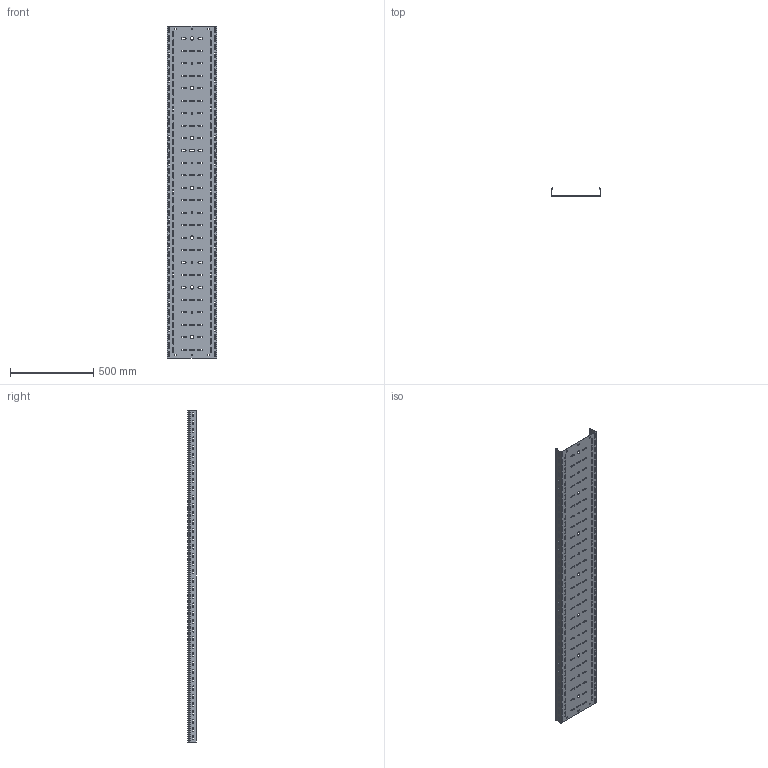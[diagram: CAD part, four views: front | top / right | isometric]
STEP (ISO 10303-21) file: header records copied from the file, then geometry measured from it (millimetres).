
FILE_DESCRIPTION (( 'STEP AP203' ), '1' );
FILE_NAME ('CLP10-050-300-150-2 Ëîòîê ïåðôîðèðîâàííûé ESCA 50õ300õ2000-1,5 IEK.STEP', '2021-10-04T07:02:41', ( '' ), ( '' ), 'SwSTEP 2.0', 'SolidWorks 2017', '' );
FILE_SCHEMA (( 'CONFIG_CONTROL_DESIGN' ));
Length unit declared in the file: millimetre
Products named in the file (1): CLP10-050-300-150-2 Ëîòîê ïåðôîðèðîâàííûé ESCA 50õ300õ2000-1,5 IEK
Bounding box: 300 x 49.97 x 2000 mm (x, y, z)
Volume: 1298496.6 mm3; surface area: 1548669.9 mm2
Topology: 1 solids, 1 shells, 1560 faces, 4674 edges, 3116 vertices
Faces by surface type: cylinder 894, plane 666
Entity records: 54591 total; most frequent: DIRECTION 9584, CARTESIAN_POINT 9351, ORIENTED_EDGE 9348, EDGE_CURVE 4674, AXIS2_PLACEMENT_3D 3349, VERTEX_POINT 3116, LINE 2886, VECTOR 2886
